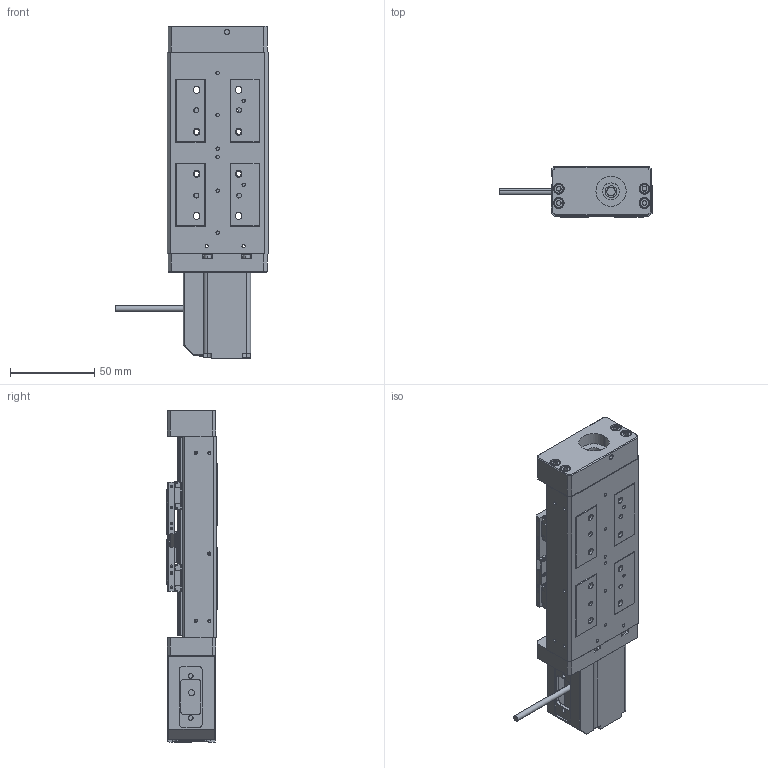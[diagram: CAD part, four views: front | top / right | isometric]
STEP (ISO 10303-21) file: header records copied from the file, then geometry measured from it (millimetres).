
FILE_DESCRIPTION (( 'STEP AP214' ), '1' );
FILE_NAME ('PPS-60-4201X.STEP', '2023-03-02T00:56:21', ( '' ), ( '' ), 'SwSTEP 2.0', 'SolidWorks 2020', '' );
FILE_SCHEMA (( 'AUTOMOTIVE_DESIGN' ));
Length unit declared in the file: millimetre
Products named in the file (18): 430559 PPS-60, Carriage, L65mm; Cable Chain exit cable_MOTOR+LIMIT VACUUM; SCREW, SHCS-S, M-DIN_M3 x 0.5 x 12mm; PPS-60, Base, Master Part_050mm; 430604 PPS-60, EXTERNAL MOTOR COVER; SCREW, SHCS-S, M-DIN_M2 x 0.4 x 03mm; Dowel Pin, M-DIN_M01.5 x 005; SCREW, SHCS-S, M-DIN_M2.5 x 0.45 x 14mm; 430601 PPS-60, END PLATE, MOTOR SIDE_cover 4; SCREW, MS-PPH, M-JCIS_M2 x 0.4 x 6mm; SCREW, SHCS-S, M-DIN_M2.5 x 0.45 x 12mm; 110152 Stepper Motor, Size 11, Lin; SCREW, MS-PPH, M-JCIS_M1.6 x 0.35 x 4mm; PPS-60-4201X; 430562 PPS-60, Cable Clamp, Carriage; 130174 PPS-60, Bearing Block; 130174 Bearing Slide Rail, PPS-60_050mm; 430602 PPS-60, END PLATE, BEARING SIDE_cover 4
Assembly tree (60 placements, depth 2):
  PPS-60-4201X
    PPS-60, Base, Master Part_050mm
    430559 PPS-60, Carriage, L65mm
    430562 PPS-60, Cable Clamp, Carriage
    SCREW, SHCS-S, M-DIN_M3 x 0.5 x 12mm  x8
    SCREW, MS-PPH, M-JCIS_M1.6 x 0.35 x 4mm  x4
    SCREW, SHCS-S, M-DIN_M2 x 0.4 x 03mm  x8
    Dowel Pin, M-DIN_M01.5 x 005  x4
    130174 PPS-60, Bearing Block  x4
    130174 Bearing Slide Rail, PPS-60_050mm  x2
    SCREW, MS-PPH, M-JCIS_M2 x 0.4 x 6mm  x16
    110152 Stepper Motor, Size 11, Lin
    SCREW, SHCS-S, M-DIN_M2.5 x 0.45 x 14mm  x4
    430602 PPS-60, END PLATE, BEARING SIDE_cover 4
    430601 PPS-60, END PLATE, MOTOR SIDE_cover 4
    430604 PPS-60, EXTERNAL MOTOR COVER
    SCREW, SHCS-S, M-DIN_M2.5 x 0.45 x 12mm  x2
    Cable Chain exit cable_MOTOR+LIMIT VACUUM
Bounding box: 90.5 x 30 x 197.6 mm (x, y, z)
Volume: 178125.6 mm3; surface area: 79908.9 mm2
Topology: 60 solids, 60 shells, 3154 faces, 7601 edges, 4717 vertices
Faces by surface type: plane 1632, cylinder 933, torus 300, cone 287, bspline 2
Entity records: 46114 total; most frequent: DIRECTION 8051, CARTESIAN_POINT 7905, ORIENTED_EDGE 7226, EDGE_CURVE 3613, AXIS2_PLACEMENT_3D 2977, VERTEX_POINT 2339, LINE 2097, VECTOR 2097
